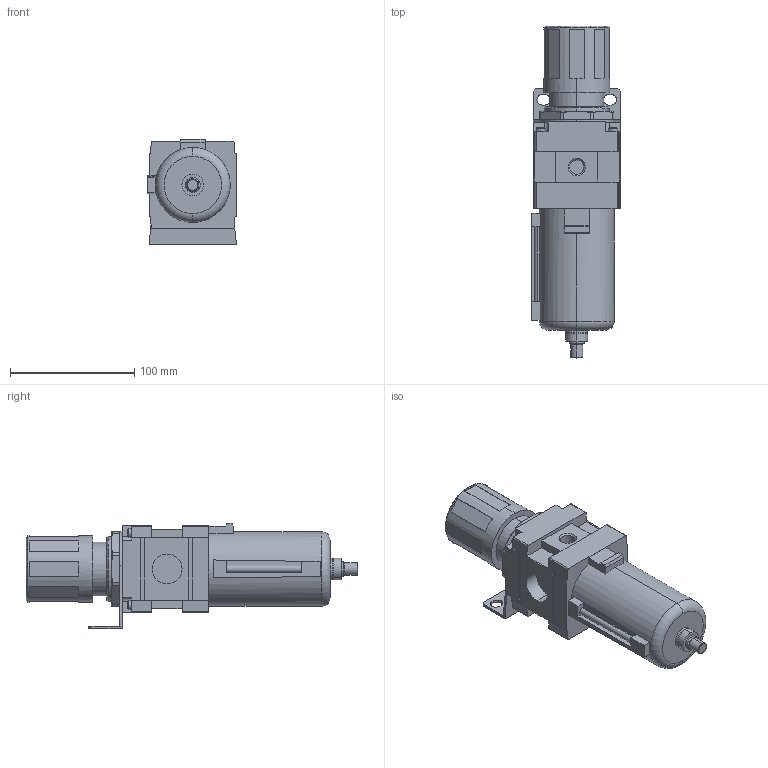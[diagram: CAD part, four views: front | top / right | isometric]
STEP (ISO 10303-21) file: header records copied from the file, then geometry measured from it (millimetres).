
FILE_DESCRIPTION (( 'STEP AP214' ), '1' );
FILE_NAME ('HNEW4000-06D55M.STEP', '2025-06-05T08:36:36', ( 'E.mc' ), ( 'E.mc' ), 'SwSTEP 2.0', 'SolidWorks 2017', '' );
FILE_SCHEMA (( 'AUTOMOTIVE_DESIGN' ));
Length unit declared in the file: millimetre
Products named in the file (1): HNEW4000-06D55M
Bounding box: 71.2 x 267.03 x 85.1 mm (x, y, z)
Volume: 758929.4 mm3; surface area: 75750.5 mm2
Topology: 1 solids, 1 shells, 262 faces, 664 edges, 432 vertices
Faces by surface type: plane 171, cylinder 65, cone 16, torus 10
Entity records: 8341 total; most frequent: CARTESIAN_POINT 1850, DIRECTION 1354, ORIENTED_EDGE 1328, EDGE_CURVE 664, AXIS2_PLACEMENT_3D 453, LINE 448, VECTOR 448, VERTEX_POINT 432
